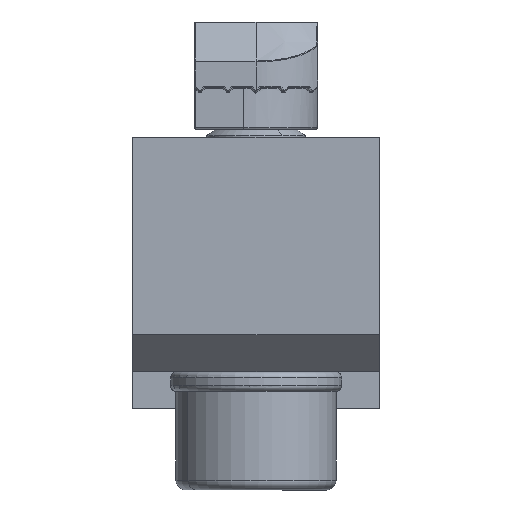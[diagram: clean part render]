
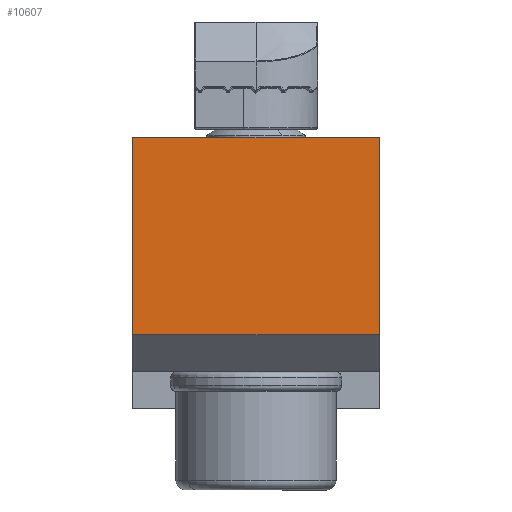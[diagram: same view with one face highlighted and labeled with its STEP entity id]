
A CAD part, front view. The second image highlights one B-rep face of the part: STEP entity #10607.
In plain terms, the highlighted face is planar.
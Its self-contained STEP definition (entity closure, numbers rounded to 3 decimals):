
#267 = AXIS2_PLACEMENT_3D ( 'NONE', #1815, #8406, #2967 ) ;
#1422 = VERTEX_POINT ( 'NONE', #12298 ) ;
#1815 = CARTESIAN_POINT ( 'NONE',  ( 20., 3., -18.266 ) ) ;
#2967 = DIRECTION ( 'NONE',  ( 1., 0., 0. ) ) ;
#2997 = EDGE_CURVE ( 'NONE', #7620, #9704, #10364, .T. ) ;
#3081 = CARTESIAN_POINT ( 'NONE',  ( 20., 3., -18.266 ) ) ;
#3739 = VECTOR ( 'NONE', #11899, 1000. ) ;
#3952 = FACE_OUTER_BOUND ( 'NONE', #10539, .T. ) ;
#4194 = ORIENTED_EDGE ( 'NONE', *, *, #6209, .T. ) ;
#4759 = DIRECTION ( 'NONE',  ( -1., 0., 0. ) ) ;
#5951 = VECTOR ( 'NONE', #12832, 1000. ) ;
#6209 = EDGE_CURVE ( 'NONE', #7620, #1422, #8009, .T. ) ;
#6323 = DIRECTION ( 'NONE',  ( 0., 1., 0. ) ) ;
#6367 = VECTOR ( 'NONE', #4759, 1000. ) ;
#7000 = CARTESIAN_POINT ( 'NONE',  ( 20., 19., -18.266 ) ) ;
#7620 = VERTEX_POINT ( 'NONE', #10407 ) ;
#8009 = LINE ( 'NONE', #14015, #3739 ) ;
#8406 = DIRECTION ( 'NONE',  ( 0., 0., 1. ) ) ;
#8535 = EDGE_CURVE ( 'NONE', #9704, #12865, #8591, .T. ) ;
#8591 = LINE ( 'NONE', #7000, #6367 ) ;
#8867 = ORIENTED_EDGE ( 'NONE', *, *, #8535, .F. ) ;
#9579 = CARTESIAN_POINT ( 'NONE',  ( 0., 3., -18.266 ) ) ;
#9704 = VERTEX_POINT ( 'NONE', #11119 ) ;
#10029 = VECTOR ( 'NONE', #6323, 1000. ) ;
#10364 = LINE ( 'NONE', #3081, #10029 ) ;
#10407 = CARTESIAN_POINT ( 'NONE',  ( 20., 3., -18.266 ) ) ;
#10539 = EDGE_LOOP ( 'NONE', ( #12999, #8867, #13118, #4194 ) ) ;
#10607 = ADVANCED_FACE ( 'NONE', ( #3952 ), #10614, .F. ) ;
#10614 = PLANE ( 'NONE',  #267 ) ;
#11119 = CARTESIAN_POINT ( 'NONE',  ( 20., 19., -18.266 ) ) ;
#11602 = CARTESIAN_POINT ( 'NONE',  ( 0., 19., -18.266 ) ) ;
#11899 = DIRECTION ( 'NONE',  ( -1., 0., 0. ) ) ;
#12277 = EDGE_CURVE ( 'NONE', #1422, #12865, #13982, .T. ) ;
#12298 = CARTESIAN_POINT ( 'NONE',  ( 0., 3., -18.266 ) ) ;
#12832 = DIRECTION ( 'NONE',  ( 0., 1., 0. ) ) ;
#12865 = VERTEX_POINT ( 'NONE', #11602 ) ;
#12999 = ORIENTED_EDGE ( 'NONE', *, *, #12277, .T. ) ;
#13118 = ORIENTED_EDGE ( 'NONE', *, *, #2997, .F. ) ;
#13982 = LINE ( 'NONE', #9579, #5951 ) ;
#14015 = CARTESIAN_POINT ( 'NONE',  ( 20., 3., -18.266 ) ) ;
